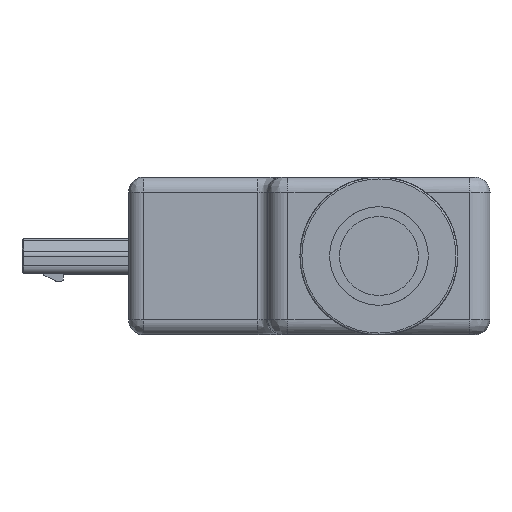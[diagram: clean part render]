
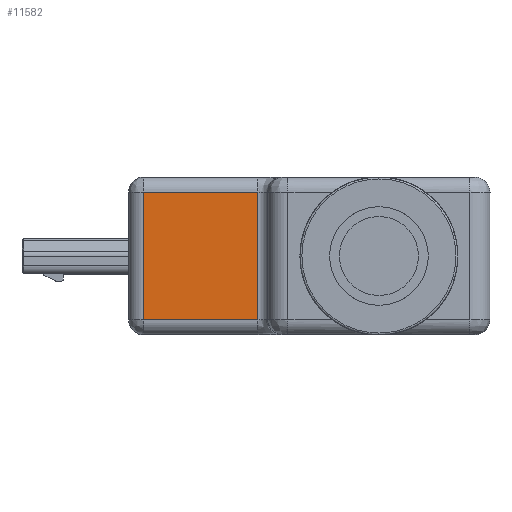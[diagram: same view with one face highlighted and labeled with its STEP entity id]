
A CAD part, front view. The second image highlights one B-rep face of the part: STEP entity #11582.
In plain terms, the highlighted planar face has unit normal (0, -1, 0).
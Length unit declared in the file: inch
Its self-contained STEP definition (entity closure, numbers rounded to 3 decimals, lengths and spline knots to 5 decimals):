
#737 = CARTESIAN_POINT ( 'NONE',  ( -0.33024, -0.15984, 0.28496 ) ) ;
#1550 = VERTEX_POINT ( 'NONE', #737 ) ;
#1930 = EDGE_LOOP ( 'NONE', ( #15917, #16813, #13756, #4720 ) ) ;
#1998 = DIRECTION ( 'NONE',  ( 0., 0., 1. ) ) ;
#4059 = VECTOR ( 'NONE', #1998, 39.37008 ) ;
#4115 = VERTEX_POINT ( 'NONE', #12411 ) ;
#4720 = ORIENTED_EDGE ( 'NONE', *, *, #16354, .T. ) ;
#5846 = CARTESIAN_POINT ( 'NONE',  ( -0.10268, -0.15984, 0.03 ) ) ;
#6080 = CARTESIAN_POINT ( 'NONE',  ( -0.10268, -0.15984, 0. ) ) ;
#6189 = CARTESIAN_POINT ( 'NONE',  ( -0.33024, -0.15984, 0.03 ) ) ;
#6618 = EDGE_CURVE ( 'NONE', #13446, #16232, #15370, .T. ) ;
#6656 = DIRECTION ( 'NONE',  ( 0., -1., 0. ) ) ;
#6739 = DIRECTION ( 'NONE',  ( 1., 0., 0. ) ) ;
#7167 = FACE_OUTER_BOUND ( 'NONE', #1930, .T. ) ;
#7742 = LINE ( 'NONE', #6080, #4059 ) ;
#8003 = PLANE ( 'NONE',  #15676 ) ;
#8188 = CARTESIAN_POINT ( 'NONE',  ( -0.33024, -0.15984, 0. ) ) ;
#9319 = EDGE_CURVE ( 'NONE', #1550, #13446, #17308, .T. ) ;
#9566 = LINE ( 'NONE', #14551, #16452 ) ;
#11582 = ADVANCED_FACE ( 'NONE', ( #7167 ), #8003, .T. ) ;
#12208 = CARTESIAN_POINT ( 'NONE',  ( -0.36024, -0.15984, 0.03 ) ) ;
#12323 = DIRECTION ( 'NONE',  ( 0., 0., -1. ) ) ;
#12411 = CARTESIAN_POINT ( 'NONE',  ( -0.10268, -0.15984, 0.28496 ) ) ;
#13261 = VECTOR ( 'NONE', #12323, 39.37008 ) ;
#13446 = VERTEX_POINT ( 'NONE', #6189 ) ;
#13478 = EDGE_CURVE ( 'NONE', #1550, #4115, #9566, .T. ) ;
#13756 = ORIENTED_EDGE ( 'NONE', *, *, #6618, .T. ) ;
#14551 = CARTESIAN_POINT ( 'NONE',  ( 0., -0.15984, 0.28496 ) ) ;
#14913 = CARTESIAN_POINT ( 'NONE',  ( -0.36024, -0.15984, 0. ) ) ;
#14943 = VECTOR ( 'NONE', #6739, 39.37008 ) ;
#15370 = LINE ( 'NONE', #12208, #14943 ) ;
#15676 = AXIS2_PLACEMENT_3D ( 'NONE', #14913, #6656, #16296 ) ;
#15917 = ORIENTED_EDGE ( 'NONE', *, *, #13478, .F. ) ;
#15938 = DIRECTION ( 'NONE',  ( 1., 0., 0. ) ) ;
#16232 = VERTEX_POINT ( 'NONE', #5846 ) ;
#16296 = DIRECTION ( 'NONE',  ( 0., 0., -1. ) ) ;
#16354 = EDGE_CURVE ( 'NONE', #16232, #4115, #7742, .T. ) ;
#16452 = VECTOR ( 'NONE', #15938, 39.37008 ) ;
#16813 = ORIENTED_EDGE ( 'NONE', *, *, #9319, .T. ) ;
#17308 = LINE ( 'NONE', #8188, #13261 ) ;
